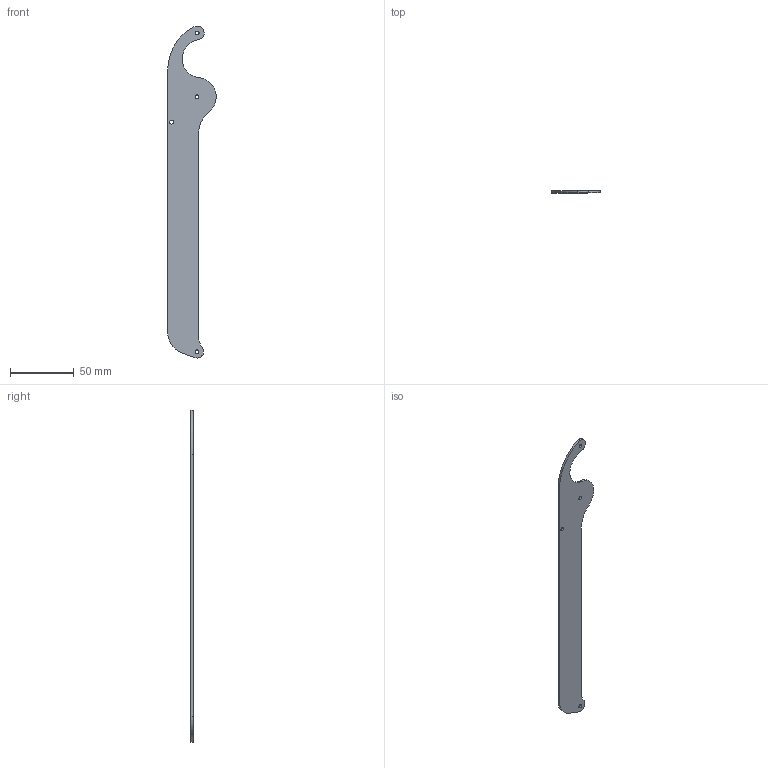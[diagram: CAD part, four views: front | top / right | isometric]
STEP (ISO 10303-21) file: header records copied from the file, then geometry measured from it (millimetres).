
FILE_DESCRIPTION(/* description */ (''),/* implementation_level */ '2;1');
FILE_NAME(/* name */ 'A1P3_updated.step',/* time_stamp */ '2025-06-26T00:32:55+05:30',/* author */ ('Verchasv'),/* organization */ (''),/* preprocessor_version */ 'ST-DEVELOPER v20',/* originating_system */ 'Autodesk Inventor 2025',/* authorisation */ '');
FILE_SCHEMA (('AUTOMOTIVE_DESIGN { 1 0 10303 214 3 1 1 }'));
Length unit declared in the file: millimetre
Products named in the file (1): A1P3
Bounding box: 38.08 x 1.7 x 260.4 mm (x, y, z)
Volume: 10300.9 mm3; surface area: 13164.8 mm2
Topology: 1 solids, 1 shells, 17 faces, 45 edges, 30 vertices
Faces by surface type: cylinder 12, plane 5
Full cylindrical faces by diameter (mm): 3 x4
Entity records: 602 total; most frequent: DIRECTION 105, CARTESIAN_POINT 93, ORIENTED_EDGE 90, EDGE_CURVE 45, AXIS2_PLACEMENT_3D 42, VERTEX_POINT 30, EDGE_LOOP 25, CIRCLE 24
